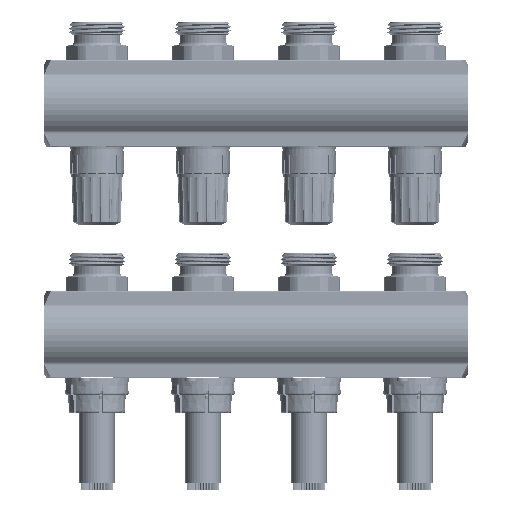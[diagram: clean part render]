
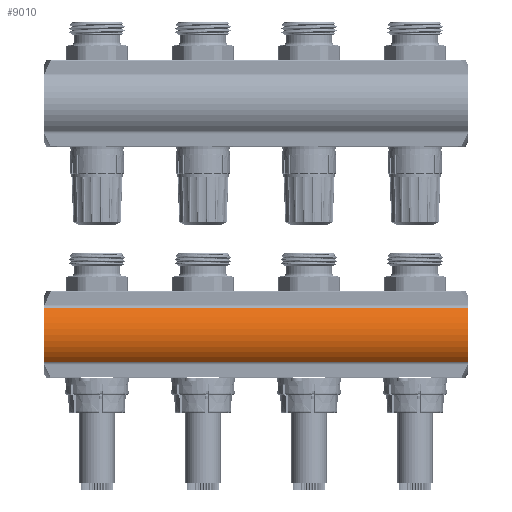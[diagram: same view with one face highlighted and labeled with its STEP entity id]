
A CAD part, front view. The second image highlights one B-rep face of the part: STEP entity #9010.
In plain terms, the highlighted cylindrical face has radius 18.25 mm (diameter 36.5 mm), a partial arc.
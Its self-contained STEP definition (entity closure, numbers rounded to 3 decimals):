
#11=CARTESIAN_POINT('',(-100.,0.,0.));
#12=DIRECTION('',(1.,0.,0.));
#13=DIRECTION('',(0.,-0.716,0.698));
#14=AXIS2_PLACEMENT_3D('',#11,#12,#13);
#16=CARTESIAN_POINT('',(-100.,0.,0.));
#17=DIRECTION('',(1.,0.,0.));
#18=DIRECTION('',(0.,-1.,0.));
#19=AXIS2_PLACEMENT_3D('',#16,#17,#18);
#155=DIRECTION('',(-1.,0.,0.));
#156=VECTOR('',#155,200.);
#157=CARTESIAN_POINT('',(100.,-13.068,12.739));
#158=LINE('',#157,#156);
#198=CARTESIAN_POINT('',(100.,0.,0.));
#199=DIRECTION('',(-1.,0.,0.));
#200=DIRECTION('',(0.,-0.716,-0.698));
#201=AXIS2_PLACEMENT_3D('',#198,#199,#200);
#203=CARTESIAN_POINT('',(100.,0.,0.));
#204=DIRECTION('',(-1.,0.,0.));
#205=DIRECTION('',(0.,-1.,0.));
#206=AXIS2_PLACEMENT_3D('',#203,#204,#205);
#1312=DIRECTION('',(-1.,0.,0.));
#1313=VECTOR('',#1312,200.);
#1314=CARTESIAN_POINT('',(100.,-13.068,-12.739));
#1315=LINE('',#1314,#1313);
#7109=CARTESIAN_POINT('',(-100.,-13.068,12.739));
#7110=VERTEX_POINT('',#7109);
#7111=CARTESIAN_POINT('',(-100.,-18.25,0.));
#7112=VERTEX_POINT('',#7111);
#7113=CARTESIAN_POINT('',(-100.,-13.068,-12.739));
#7114=VERTEX_POINT('',#7113);
#7149=CARTESIAN_POINT('',(100.,-13.068,12.739));
#7150=VERTEX_POINT('',#7149);
#7159=CARTESIAN_POINT('',(100.,-13.068,-12.739));
#7160=VERTEX_POINT('',#7159);
#7161=CARTESIAN_POINT('',(100.,-18.25,0.));
#7162=VERTEX_POINT('',#7161);
#8997=CARTESIAN_POINT('',(-100.,0.,0.));
#8998=DIRECTION('',(1.,0.,0.));
#8999=DIRECTION('',(0.,-1.,0.));
#9000=AXIS2_PLACEMENT_3D('',#8997,#8998,#8999);
#9001=CYLINDRICAL_SURFACE('',#9000,18.25);
#9002=ORIENTED_EDGE('',*,*,#8861,.T.);
#9003=ORIENTED_EDGE('',*,*,#7940,.F.);
#9004=ORIENTED_EDGE('',*,*,#7938,.F.);
#9005=ORIENTED_EDGE('',*,*,#8039,.F.);
#9006=ORIENTED_EDGE('',*,*,#8067,.F.);
#9007=ORIENTED_EDGE('',*,*,#8065,.F.);
#9008=EDGE_LOOP('',(#9002,#9003,#9004,#9005,#9006,#9007));
#9009=FACE_OUTER_BOUND('',#9008,.F.);
#9010=ADVANCED_FACE('',(#9009),#9001,.T.);
#15=CIRCLE('',#14,18.25);
#20=CIRCLE('',#19,18.25);
#202=CIRCLE('',#201,18.25);
#207=CIRCLE('',#206,18.25);
#7938=EDGE_CURVE('',#7110,#7112,#15,.T.);
#7940=EDGE_CURVE('',#7112,#7114,#20,.T.);
#8039=EDGE_CURVE('',#7150,#7110,#158,.T.);
#8065=EDGE_CURVE('',#7160,#7162,#202,.T.);
#8067=EDGE_CURVE('',#7162,#7150,#207,.T.);
#8861=EDGE_CURVE('',#7160,#7114,#1315,.T.);
